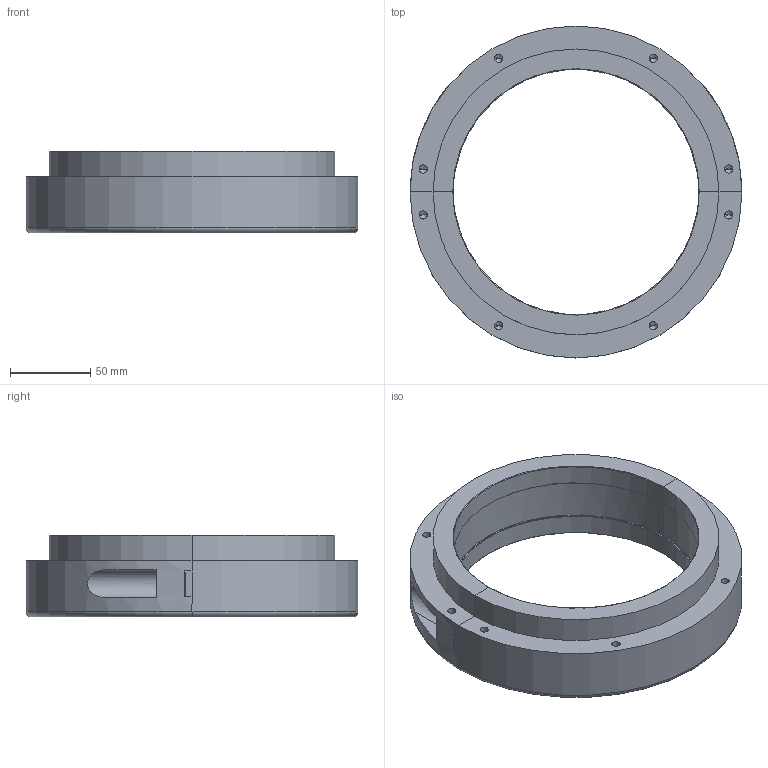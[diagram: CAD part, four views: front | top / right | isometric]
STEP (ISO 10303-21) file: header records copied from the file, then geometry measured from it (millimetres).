
FILE_DESCRIPTION (( 'STEP AP203' ), '1' );
FILE_NAME ('C108.STEP', '2022-04-27T14:08:59', ( '' ), ( '' ), 'SwSTEP 2.0', 'SolidWorks 2020', '' );
FILE_SCHEMA (( 'CONFIG_CONTROL_DESIGN' ));
Length unit declared in the file: inch
Products named in the file (1): C108
Bounding box: 206.38 x 206.38 x 50.8 mm (x, y, z)
Volume: 594325 mm3; surface area: 95549.1 mm2
Topology: 1 solids, 1 shells, 122 faces, 308 edges, 174 vertices
Faces by surface type: cylinder 56, plane 34, cone 24, torus 8
Entity records: 3981 total; most frequent: CARTESIAN_POINT 1003, DIRECTION 644, ORIENTED_EDGE 576, EDGE_CURVE 288, AXIS2_PLACEMENT_3D 255, VERTEX_POINT 174, EDGE_LOOP 146, VECTOR 134
